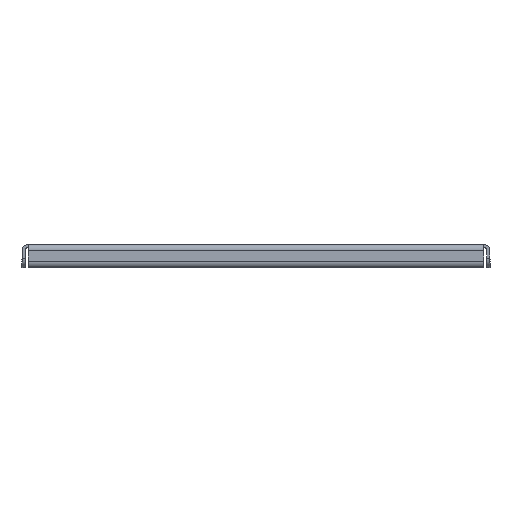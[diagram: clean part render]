
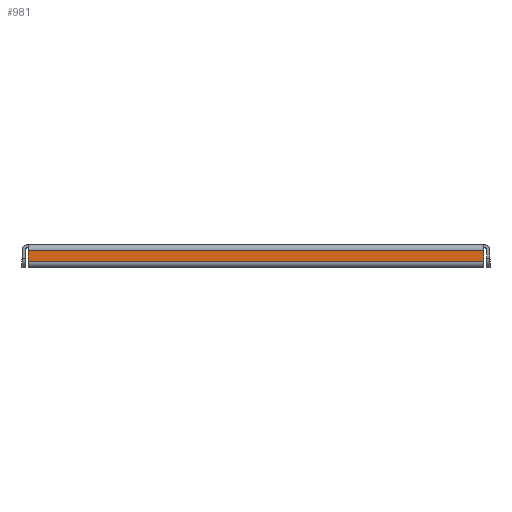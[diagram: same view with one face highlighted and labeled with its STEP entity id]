
A CAD part, front view. The second image highlights one B-rep face of the part: STEP entity #981.
In plain terms, the highlighted planar face has unit normal (0, -1, 0).
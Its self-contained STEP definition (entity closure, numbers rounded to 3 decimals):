
#106 = LINE ( 'NONE', #1505, #369 ) ;
#280 = CARTESIAN_POINT ( 'NONE',  ( -145.5, -250., -4. ) ) ;
#287 = CARTESIAN_POINT ( 'NONE',  ( 0., -250., 0. ) ) ;
#326 = CARTESIAN_POINT ( 'NONE',  ( -145.5, -250., -15. ) ) ;
#369 = VECTOR ( 'NONE', #1013, 1000. ) ;
#396 = VECTOR ( 'NONE', #1329, 1000. ) ;
#535 = VECTOR ( 'NONE', #1055, 1000. ) ;
#629 = EDGE_CURVE ( 'NONE', #870, #677, #1353, .T. ) ;
#659 = PLANE ( 'NONE',  #1038 ) ;
#677 = VERTEX_POINT ( 'NONE', #1612 ) ;
#867 = VECTOR ( 'NONE', #2865, 1000. ) ;
#870 = VERTEX_POINT ( 'NONE', #1088 ) ;
#981 = ADVANCED_FACE ( 'NONE', ( #1851 ), #659, .F. ) ;
#1008 = CARTESIAN_POINT ( 'NONE',  ( -145.5, -250., -11. ) ) ;
#1013 = DIRECTION ( 'NONE',  ( 1., 0., 0. ) ) ;
#1038 = AXIS2_PLACEMENT_3D ( 'NONE', #287, #2129, #2827 ) ;
#1055 = DIRECTION ( 'NONE',  ( 1., 0., 0. ) ) ;
#1088 = CARTESIAN_POINT ( 'NONE',  ( 145.5, -250., -4. ) ) ;
#1133 = ORIENTED_EDGE ( 'NONE', *, *, #2657, .F. ) ;
#1259 = LINE ( 'NONE', #1008, #535 ) ;
#1329 = DIRECTION ( 'NONE',  ( 0., 0., -1. ) ) ;
#1353 = LINE ( 'NONE', #2037, #396 ) ;
#1376 = EDGE_CURVE ( 'NONE', #2044, #870, #106, .T. ) ;
#1412 = EDGE_LOOP ( 'NONE', ( #2449, #1860, #2568, #1133 ) ) ;
#1505 = CARTESIAN_POINT ( 'NONE',  ( 145.5, -250., -4. ) ) ;
#1612 = CARTESIAN_POINT ( 'NONE',  ( 145.5, -250., -11. ) ) ;
#1851 = FACE_OUTER_BOUND ( 'NONE', #1412, .T. ) ;
#1860 = ORIENTED_EDGE ( 'NONE', *, *, #629, .F. ) ;
#1989 = VERTEX_POINT ( 'NONE', #2542 ) ;
#2037 = CARTESIAN_POINT ( 'NONE',  ( 145.5, -250., -2. ) ) ;
#2044 = VERTEX_POINT ( 'NONE', #280 ) ;
#2129 = DIRECTION ( 'NONE',  ( 0., 1., 0. ) ) ;
#2388 = LINE ( 'NONE', #326, #867 ) ;
#2449 = ORIENTED_EDGE ( 'NONE', *, *, #2880, .T. ) ;
#2542 = CARTESIAN_POINT ( 'NONE',  ( -145.5, -250., -11. ) ) ;
#2568 = ORIENTED_EDGE ( 'NONE', *, *, #1376, .F. ) ;
#2657 = EDGE_CURVE ( 'NONE', #1989, #2044, #2388, .T. ) ;
#2827 = DIRECTION ( 'NONE',  ( 0., 0., 1. ) ) ;
#2865 = DIRECTION ( 'NONE',  ( 0., 0., 1. ) ) ;
#2880 = EDGE_CURVE ( 'NONE', #1989, #677, #1259, .T. ) ;
